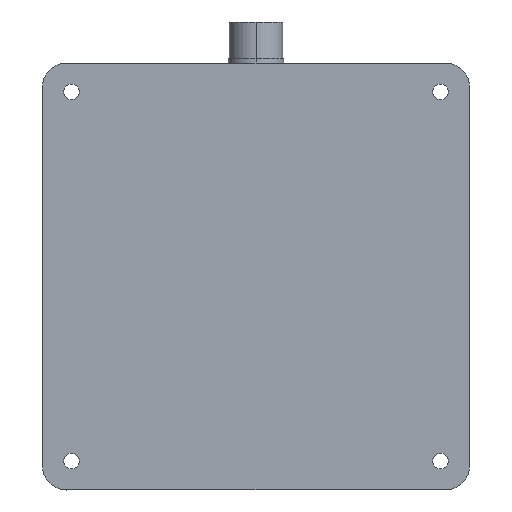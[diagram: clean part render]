
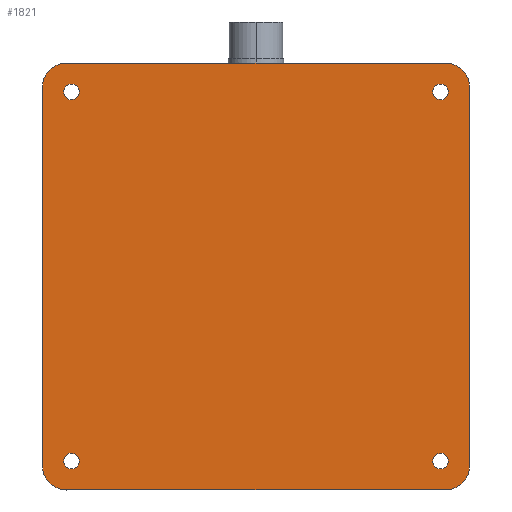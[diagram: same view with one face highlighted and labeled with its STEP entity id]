
A CAD part, front view. The second image highlights one B-rep face of the part: STEP entity #1821.
In plain terms, the highlighted planar face has unit normal (0, -1, 0).
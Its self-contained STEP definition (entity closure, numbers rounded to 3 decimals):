
#79=CARTESIAN_POINT('',(78.5,-10.5,78.5));
#80=DIRECTION('',(0.,1.,0.));
#81=DIRECTION('',(0.,0.,1.));
#82=AXIS2_PLACEMENT_3D('',#79,#80,#81);
#88=CARTESIAN_POINT('',(78.5,-10.5,-78.5));
#89=DIRECTION('',(0.,1.,0.));
#90=DIRECTION('',(1.,0.,0.));
#91=AXIS2_PLACEMENT_3D('',#88,#89,#90);
#96=CARTESIAN_POINT('',(-78.5,-10.5,-78.5));
#97=DIRECTION('',(0.,1.,0.));
#98=DIRECTION('',(0.,0.,-1.));
#99=AXIS2_PLACEMENT_3D('',#96,#97,#98);
#104=CARTESIAN_POINT('',(-78.5,-10.5,78.5));
#105=DIRECTION('',(0.,1.,0.));
#106=DIRECTION('',(-1.,0.,0.));
#107=AXIS2_PLACEMENT_3D('',#104,#105,#106);
#112=CARTESIAN_POINT('',(76.5,-10.5,76.5));
#113=DIRECTION('',(0.,-1.,0.));
#114=DIRECTION('',(1.,0.,0.));
#115=AXIS2_PLACEMENT_3D('',#112,#113,#114);
#120=CARTESIAN_POINT('',(76.5,-10.5,76.5));
#121=DIRECTION('',(0.,-1.,0.));
#122=DIRECTION('',(-1.,0.,0.));
#123=AXIS2_PLACEMENT_3D('',#120,#121,#122);
#128=CARTESIAN_POINT('',(76.5,-10.5,-76.5));
#129=DIRECTION('',(0.,-1.,0.));
#130=DIRECTION('',(1.,0.,0.));
#131=AXIS2_PLACEMENT_3D('',#128,#129,#130);
#136=CARTESIAN_POINT('',(76.5,-10.5,-76.5));
#137=DIRECTION('',(0.,-1.,0.));
#138=DIRECTION('',(-1.,0.,0.));
#139=AXIS2_PLACEMENT_3D('',#136,#137,#138);
#144=CARTESIAN_POINT('',(-76.5,-10.5,-76.5));
#145=DIRECTION('',(0.,-1.,0.));
#146=DIRECTION('',(1.,0.,0.));
#147=AXIS2_PLACEMENT_3D('',#144,#145,#146);
#152=CARTESIAN_POINT('',(-76.5,-10.5,-76.5));
#153=DIRECTION('',(0.,-1.,0.));
#154=DIRECTION('',(-1.,0.,0.));
#155=AXIS2_PLACEMENT_3D('',#152,#153,#154);
#160=CARTESIAN_POINT('',(-76.5,-10.5,76.5));
#161=DIRECTION('',(0.,-1.,0.));
#162=DIRECTION('',(1.,0.,0.));
#163=AXIS2_PLACEMENT_3D('',#160,#161,#162);
#168=CARTESIAN_POINT('',(-76.5,-10.5,76.5));
#169=DIRECTION('',(0.,-1.,0.));
#170=DIRECTION('',(-1.,0.,0.));
#171=AXIS2_PLACEMENT_3D('',#168,#169,#170);
#205=DIRECTION('',(-1.,0.,0.));
#206=VECTOR('',#205,157.);
#207=CARTESIAN_POINT('',(78.5,-10.5,88.5));
#208=LINE('',#207,#206);
#597=DIRECTION('',(0.,0.,-1.));
#598=VECTOR('',#597,157.);
#599=CARTESIAN_POINT('',(-88.5,-10.5,78.5));
#600=LINE('',#599,#598);
#672=DIRECTION('',(1.,0.,0.));
#673=VECTOR('',#672,157.);
#674=CARTESIAN_POINT('',(-78.5,-10.5,-88.5));
#675=LINE('',#674,#673);
#721=DIRECTION('',(0.,0.,1.));
#722=VECTOR('',#721,157.);
#723=CARTESIAN_POINT('',(88.5,-10.5,-78.5));
#724=LINE('',#723,#722);
#1557=CARTESIAN_POINT('',(78.5,-10.5,88.5));
#1558=CARTESIAN_POINT('',(88.5,-10.5,78.5));
#1559=VERTEX_POINT('',#1557);
#1560=VERTEX_POINT('',#1558);
#1561=CARTESIAN_POINT('',(88.5,-10.5,-78.5));
#1562=VERTEX_POINT('',#1561);
#1563=CARTESIAN_POINT('',(78.5,-10.5,-88.5));
#1564=VERTEX_POINT('',#1563);
#1565=CARTESIAN_POINT('',(-78.5,-10.5,-88.5));
#1566=VERTEX_POINT('',#1565);
#1567=CARTESIAN_POINT('',(-88.5,-10.5,-78.5));
#1568=VERTEX_POINT('',#1567);
#1569=CARTESIAN_POINT('',(-88.5,-10.5,78.5));
#1570=VERTEX_POINT('',#1569);
#1571=CARTESIAN_POINT('',(-78.5,-10.5,88.5));
#1572=VERTEX_POINT('',#1571);
#1573=CARTESIAN_POINT('',(79.75,-10.5,76.5));
#1574=CARTESIAN_POINT('',(73.25,-10.5,76.5));
#1575=VERTEX_POINT('',#1573);
#1576=VERTEX_POINT('',#1574);
#1577=CARTESIAN_POINT('',(79.75,-10.5,-76.5));
#1578=CARTESIAN_POINT('',(73.25,-10.5,-76.5));
#1579=VERTEX_POINT('',#1577);
#1580=VERTEX_POINT('',#1578);
#1581=CARTESIAN_POINT('',(-73.25,-10.5,-76.5));
#1582=CARTESIAN_POINT('',(-79.75,-10.5,-76.5));
#1583=VERTEX_POINT('',#1581);
#1584=VERTEX_POINT('',#1582);
#1585=CARTESIAN_POINT('',(-73.25,-10.5,76.5));
#1586=CARTESIAN_POINT('',(-79.75,-10.5,76.5));
#1587=VERTEX_POINT('',#1585);
#1588=VERTEX_POINT('',#1586);
#1774=CARTESIAN_POINT('',(0.,-10.5,0.));
#1775=DIRECTION('',(0.,1.,0.));
#1776=DIRECTION('',(1.,0.,0.));
#1777=AXIS2_PLACEMENT_3D('',#1774,#1775,#1776);
#1778=PLANE('',#1777);
#1780=ORIENTED_EDGE('',*,*,#1779,.T.);
#1782=ORIENTED_EDGE('',*,*,#1781,.F.);
#1784=ORIENTED_EDGE('',*,*,#1783,.T.);
#1786=ORIENTED_EDGE('',*,*,#1785,.F.);
#1788=ORIENTED_EDGE('',*,*,#1787,.T.);
#1790=ORIENTED_EDGE('',*,*,#1789,.F.);
#1792=ORIENTED_EDGE('',*,*,#1791,.T.);
#1794=ORIENTED_EDGE('',*,*,#1793,.F.);
#1795=EDGE_LOOP('',(#1780,#1782,#1784,#1786,#1788,#1790,#1792,#1794));
#1796=FACE_OUTER_BOUND('',#1795,.F.);
#1798=ORIENTED_EDGE('',*,*,#1797,.T.);
#1800=ORIENTED_EDGE('',*,*,#1799,.T.);
#1801=EDGE_LOOP('',(#1798,#1800));
#1802=FACE_BOUND('',#1801,.F.);
#1804=ORIENTED_EDGE('',*,*,#1803,.T.);
#1806=ORIENTED_EDGE('',*,*,#1805,.T.);
#1807=EDGE_LOOP('',(#1804,#1806));
#1808=FACE_BOUND('',#1807,.F.);
#1810=ORIENTED_EDGE('',*,*,#1809,.T.);
#1812=ORIENTED_EDGE('',*,*,#1811,.T.);
#1813=EDGE_LOOP('',(#1810,#1812));
#1814=FACE_BOUND('',#1813,.F.);
#1816=ORIENTED_EDGE('',*,*,#1815,.T.);
#1818=ORIENTED_EDGE('',*,*,#1817,.T.);
#1819=EDGE_LOOP('',(#1816,#1818));
#1820=FACE_BOUND('',#1819,.F.);
#1821=ADVANCED_FACE('',(#1796,#1802,#1808,#1814,#1820),#1778,.F.);
#83=CIRCLE('',#82,10.);
#92=CIRCLE('',#91,10.);
#100=CIRCLE('',#99,10.);
#108=CIRCLE('',#107,10.);
#116=CIRCLE('',#115,3.25);
#124=CIRCLE('',#123,3.25);
#132=CIRCLE('',#131,3.25);
#140=CIRCLE('',#139,3.25);
#148=CIRCLE('',#147,3.25);
#156=CIRCLE('',#155,3.25);
#164=CIRCLE('',#163,3.25);
#172=CIRCLE('',#171,3.25);
#1779=EDGE_CURVE('',#1559,#1560,#83,.T.);
#1781=EDGE_CURVE('',#1562,#1560,#724,.T.);
#1783=EDGE_CURVE('',#1562,#1564,#92,.T.);
#1785=EDGE_CURVE('',#1566,#1564,#675,.T.);
#1787=EDGE_CURVE('',#1566,#1568,#100,.T.);
#1789=EDGE_CURVE('',#1570,#1568,#600,.T.);
#1791=EDGE_CURVE('',#1570,#1572,#108,.T.);
#1793=EDGE_CURVE('',#1559,#1572,#208,.T.);
#1797=EDGE_CURVE('',#1575,#1576,#116,.T.);
#1799=EDGE_CURVE('',#1576,#1575,#124,.T.);
#1803=EDGE_CURVE('',#1579,#1580,#132,.T.);
#1805=EDGE_CURVE('',#1580,#1579,#140,.T.);
#1809=EDGE_CURVE('',#1583,#1584,#148,.T.);
#1811=EDGE_CURVE('',#1584,#1583,#156,.T.);
#1815=EDGE_CURVE('',#1587,#1588,#164,.T.);
#1817=EDGE_CURVE('',#1588,#1587,#172,.T.);
